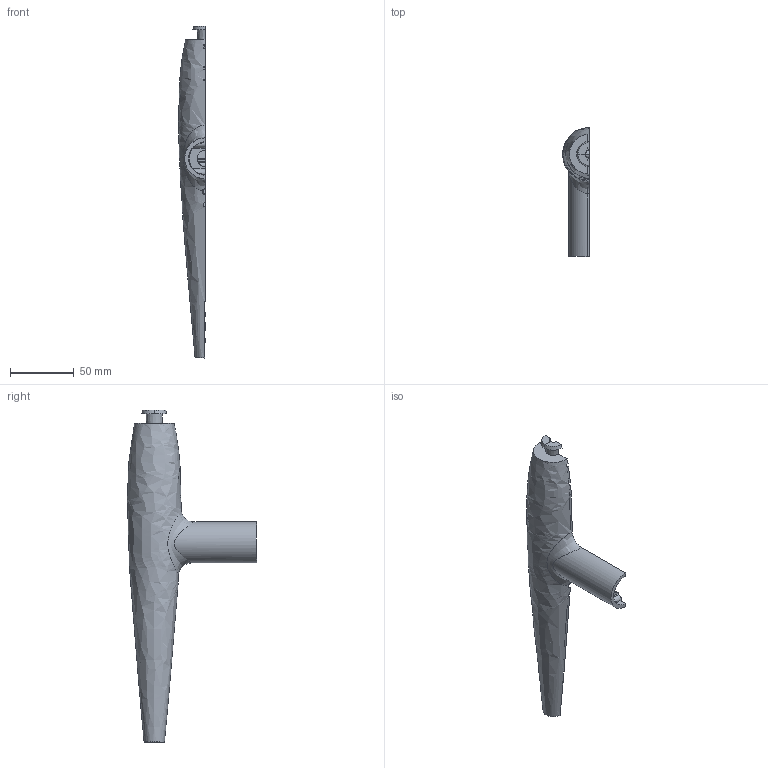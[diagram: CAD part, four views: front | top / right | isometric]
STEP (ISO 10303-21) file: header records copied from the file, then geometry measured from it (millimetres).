
FILE_DESCRIPTION (( 'STEP AP203' ), '1' );
FILE_NAME ('body-starboard_asw.STEP', '2015-06-01T06:52:34', ( 'ROBIN' ), ( 'Microsoft' ), 'SwSTEP 2.0', 'SolidWorks 2015', '' );
FILE_SCHEMA (( 'CONFIG_CONTROL_DESIGN' ));
Length unit declared in the file: millimetre
Products named in the file (1): body-starboard_asw
Bounding box: 21.25 x 101.04 x 259.49 mm (x, y, z)
Volume: 51203.2 mm3; surface area: 39984.5 mm2
Topology: 1 solids, 1 shells, 601 faces, 1515 edges, 945 vertices
Faces by surface type: bspline 186, plane 173, cone 111, cylinder 47, torus 46, sphere 38
Entity records: 28997 total; most frequent: CARTESIAN_POINT 16483, ORIENTED_EDGE 3030, DIRECTION 2022, EDGE_CURVE 1515, VERTEX_POINT 945, AXIS2_PLACEMENT_3D 814, B_SPLINE_CURVE_WITH_KNOTS 631, EDGE_LOOP 630
